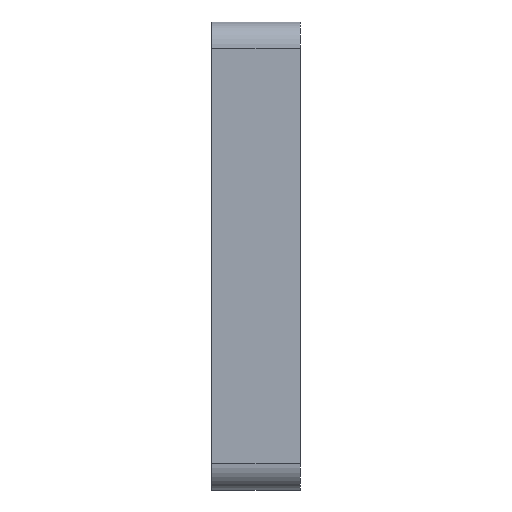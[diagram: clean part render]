
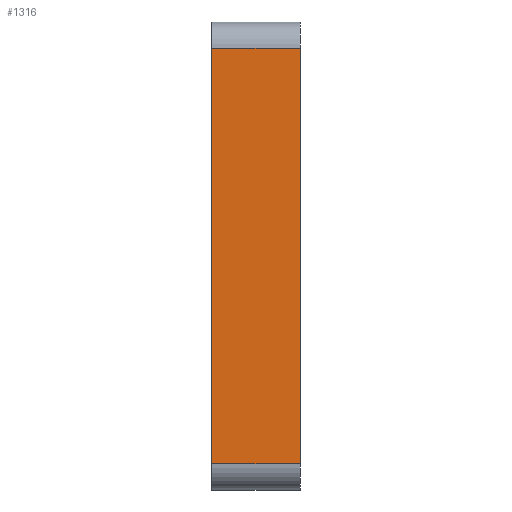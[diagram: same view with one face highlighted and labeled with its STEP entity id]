
A CAD part, front view. The second image highlights one B-rep face of the part: STEP entity #1316.
In plain terms, the highlighted planar face has unit normal (0, -1, 0).
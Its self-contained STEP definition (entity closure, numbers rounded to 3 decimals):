
#22 = DIRECTION ( 'NONE',  ( -1., 0., 0. ) ) ;
#177 = VECTOR ( 'NONE', #935, 1000. ) ;
#180 = LINE ( 'NONE', #883, #177 ) ;
#190 = VECTOR ( 'NONE', #985, 1000. ) ;
#193 = LINE ( 'NONE', #947, #190 ) ;
#266 = VECTOR ( 'NONE', #22, 1000. ) ;
#271 = LINE ( 'NONE', #1042, #266 ) ;
#290 = VECTOR ( 'NONE', #1872, 1000. ) ;
#682 = CARTESIAN_POINT ( 'NONE',  ( -10., -45., 23.5 ) ) ;
#883 = CARTESIAN_POINT ( 'NONE',  ( 0., -45., 23.5 ) ) ;
#918 = CARTESIAN_POINT ( 'NONE',  ( -10., -45., -23.5 ) ) ;
#935 = DIRECTION ( 'NONE',  ( 0., 0., -1. ) ) ;
#947 = CARTESIAN_POINT ( 'NONE',  ( -10., -45., -23.5 ) ) ;
#956 = CARTESIAN_POINT ( 'NONE',  ( 0., -45., -23.5 ) ) ;
#985 = DIRECTION ( 'NONE',  ( -1., 0., 0. ) ) ;
#1042 = CARTESIAN_POINT ( 'NONE',  ( -10., -45., 23.5 ) ) ;
#1047 = ORIENTED_EDGE ( 'NONE', *, *, #1350, .T. ) ;
#1048 = ORIENTED_EDGE ( 'NONE', *, *, #1513, .F. ) ;
#1051 = ORIENTED_EDGE ( 'NONE', *, *, #1506, .F. ) ;
#1055 = FACE_OUTER_BOUND ( 'NONE', #1819, .T. ) ;
#1058 = ORIENTED_EDGE ( 'NONE', *, *, #1321, .T. ) ;
#1103 = VERTEX_POINT ( 'NONE', #1488 ) ;
#1211 = AXIS2_PLACEMENT_3D ( 'NONE', #1867, #1886, #1887 ) ;
#1316 = ADVANCED_FACE ( 'NONE', ( #1055 ), #1865, .T. ) ;
#1321 = EDGE_CURVE ( 'NONE', #1465, #1505, #1782, .T. ) ;
#1350 = EDGE_CURVE ( 'NONE', #1103, #1465, #271, .T. ) ;
#1465 = VERTEX_POINT ( 'NONE', #682 ) ;
#1468 = VERTEX_POINT ( 'NONE', #956 ) ;
#1488 = CARTESIAN_POINT ( 'NONE',  ( 0., -45., 23.5 ) ) ;
#1505 = VERTEX_POINT ( 'NONE', #918 ) ;
#1506 = EDGE_CURVE ( 'NONE', #1468, #1505, #193, .T. ) ;
#1513 = EDGE_CURVE ( 'NONE', #1103, #1468, #180, .T. ) ;
#1782 = LINE ( 'NONE', #1890, #290 ) ;
#1819 = EDGE_LOOP ( 'NONE', ( #1058, #1051, #1048, #1047 ) ) ;
#1865 = PLANE ( 'NONE',  #1211 ) ;
#1867 = CARTESIAN_POINT ( 'NONE',  ( -10., -45., 23.5 ) ) ;
#1872 = DIRECTION ( 'NONE',  ( 0., 0., -1. ) ) ;
#1886 = DIRECTION ( 'NONE',  ( 0., -1., 0. ) ) ;
#1887 = DIRECTION ( 'NONE',  ( 0., 0., -1. ) ) ;
#1890 = CARTESIAN_POINT ( 'NONE',  ( -10., -45., 23.5 ) ) ;
